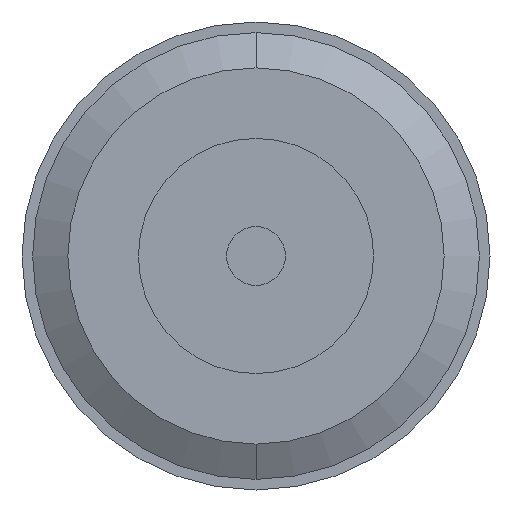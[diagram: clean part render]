
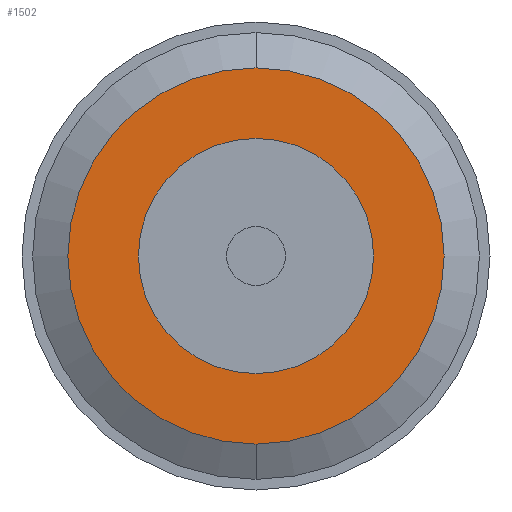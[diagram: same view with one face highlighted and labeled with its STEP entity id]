
A CAD part, front view. The second image highlights one B-rep face of the part: STEP entity #1502.
In plain terms, the highlighted planar face has unit normal (0, -1, 0).
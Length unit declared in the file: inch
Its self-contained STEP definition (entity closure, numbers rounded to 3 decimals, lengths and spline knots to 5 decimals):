
#399 = DIRECTION ( 'NONE',  ( 0., 0., -1. ) ) ;
#400 = DIRECTION ( 'NONE',  ( 0., -1., 0. ) ) ;
#401 = CARTESIAN_POINT ( 'NONE',  ( 0., 0., 0. ) ) ;
#402 = AXIS2_PLACEMENT_3D ( 'NONE', #401, #400, #399 ) ;
#403 = CIRCLE ( 'NONE', #402, 0.1 ) ;
#502 = DIRECTION ( 'NONE',  ( 0., 0., 1. ) ) ;
#503 = DIRECTION ( 'NONE',  ( 0., 1., 0. ) ) ;
#504 = CARTESIAN_POINT ( 'NONE',  ( 0., 0., 0. ) ) ;
#505 = AXIS2_PLACEMENT_3D ( 'NONE', #504, #503, #502 ) ;
#506 = FACE_OUTER_BOUND ( 'NONE', #1507, .T. ) ;
#507 = FACE_BOUND ( 'NONE', #1503, .T. ) ;
#512 = PLANE ( 'NONE',  #505 ) ;
#542 = CARTESIAN_POINT ( 'NONE',  ( 0., 0., -0.16 ) ) ;
#543 = DIRECTION ( 'NONE',  ( 0., 0., 1. ) ) ;
#544 = DIRECTION ( 'NONE',  ( 0., 1., 0. ) ) ;
#545 = AXIS2_PLACEMENT_3D ( 'NONE', #550, #544, #543 ) ;
#546 = CIRCLE ( 'NONE', #545, 0.16 ) ;
#550 = CARTESIAN_POINT ( 'NONE',  ( 0., 0., 0. ) ) ;
#742 = DIRECTION ( 'NONE',  ( 0., 0., 1. ) ) ;
#743 = DIRECTION ( 'NONE',  ( 0., 1., 0. ) ) ;
#744 = CARTESIAN_POINT ( 'NONE',  ( 0., 0., 0. ) ) ;
#745 = AXIS2_PLACEMENT_3D ( 'NONE', #744, #743, #742 ) ;
#746 = CIRCLE ( 'NONE', #745, 0.16 ) ;
#1092 = VERTEX_POINT ( 'NONE', #2189 ) ;
#1100 = EDGE_CURVE ( 'NONE', #1101, #1092, #2039, .T. ) ;
#1101 = VERTEX_POINT ( 'NONE', #2031 ) ;
#1190 = VERTEX_POINT ( 'NONE', #2019 ) ;
#1450 = EDGE_CURVE ( 'NONE', #1190, #1451, #546, .T. ) ;
#1451 = VERTEX_POINT ( 'NONE', #542 ) ;
#1502 = ADVANCED_FACE ( 'NONE', ( #507, #506 ), #512, .F. ) ;
#1503 = EDGE_LOOP ( 'NONE', ( #1504, #1506 ) ) ;
#1504 = ORIENTED_EDGE ( 'NONE', *, *, #1505, .F. ) ;
#1505 = EDGE_CURVE ( 'NONE', #1092, #1101, #403, .T. ) ;
#1506 = ORIENTED_EDGE ( 'NONE', *, *, #1100, .F. ) ;
#1507 = EDGE_LOOP ( 'NONE', ( #1508, #1662 ) ) ;
#1508 = ORIENTED_EDGE ( 'NONE', *, *, #1661, .F. ) ;
#1661 = EDGE_CURVE ( 'NONE', #1451, #1190, #746, .T. ) ;
#1662 = ORIENTED_EDGE ( 'NONE', *, *, #1450, .F. ) ;
#2019 = CARTESIAN_POINT ( 'NONE',  ( 0., 0., 0.16 ) ) ;
#2031 = CARTESIAN_POINT ( 'NONE',  ( 0., 0., 0.1 ) ) ;
#2032 = DIRECTION ( 'NONE',  ( 0., 0., -1. ) ) ;
#2034 = DIRECTION ( 'NONE',  ( 0., -1., 0. ) ) ;
#2036 = CARTESIAN_POINT ( 'NONE',  ( 0., 0., 0. ) ) ;
#2037 = AXIS2_PLACEMENT_3D ( 'NONE', #2036, #2034, #2032 ) ;
#2039 = CIRCLE ( 'NONE', #2037, 0.1 ) ;
#2189 = CARTESIAN_POINT ( 'NONE',  ( 0., 0., -0.1 ) ) ;
